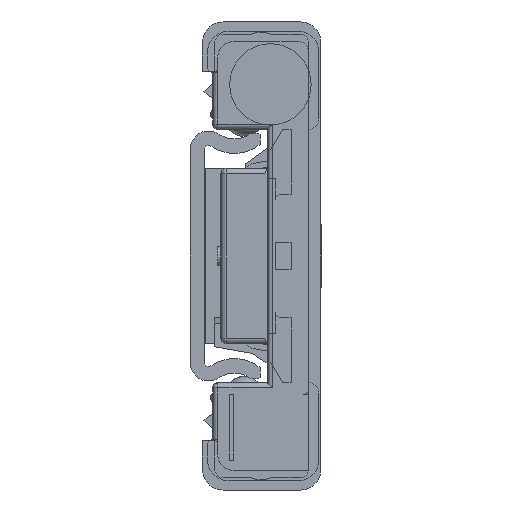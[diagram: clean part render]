
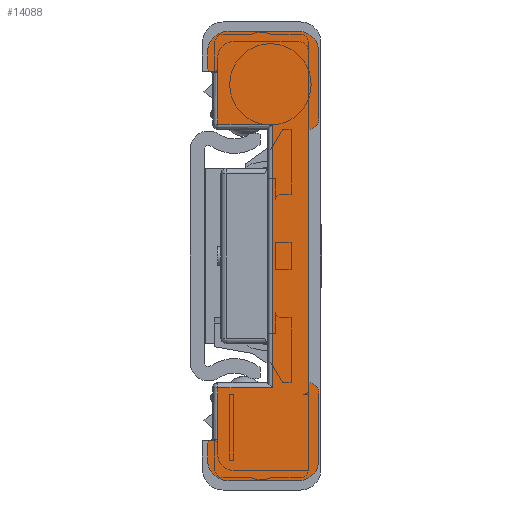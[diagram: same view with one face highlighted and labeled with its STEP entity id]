
A CAD part, front view. The second image highlights one B-rep face of the part: STEP entity #14088.
In plain terms, the highlighted planar face has unit normal (0, -1, 0).
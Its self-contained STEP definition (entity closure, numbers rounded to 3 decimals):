
#11625=DIRECTION('',(1.,0.,0.));
#11626=VECTOR('',#11625,5.5);
#11627=CARTESIAN_POINT('',(-18.3,0.,-4.15));
#11628=LINE('',#11627,#11626);
#11629=DIRECTION('',(1.,0.,0.));
#11630=VECTOR('',#11629,1.5);
#11631=CARTESIAN_POINT('',(-19.8,0.,-5.15));
#11632=LINE('',#11631,#11630);
#11633=CARTESIAN_POINT('',(-19.8,0.,-3.15));
#11634=DIRECTION('',(0.,-1.,0.));
#11635=DIRECTION('',(-1.,0.,0.));
#11636=AXIS2_PLACEMENT_3D('',#11633,#11634,#11635);
#11638=CARTESIAN_POINT('',(-19.8,0.,3.65));
#11639=DIRECTION('',(0.,-1.,0.));
#11640=DIRECTION('',(0.,0.,1.));
#11641=AXIS2_PLACEMENT_3D('',#11638,#11639,#11640);
#11643=DIRECTION('',(-1.,0.,0.));
#11644=VECTOR('',#11643,6.5);
#11645=CARTESIAN_POINT('',(-13.3,0.,5.65));
#11646=LINE('',#11645,#11644);
#11647=CARTESIAN_POINT('',(-13.3,0.,4.65));
#11648=DIRECTION('',(0.,-1.,0.));
#11649=DIRECTION('',(1.,0.,0.));
#11650=AXIS2_PLACEMENT_3D('',#11647,#11648,#11649);
#11652=DIRECTION('',(1.,0.,0.));
#11653=VECTOR('',#11652,24.6);
#11654=CARTESIAN_POINT('',(-12.3,0.,4.65));
#11655=LINE('',#11654,#11653);
#11656=CARTESIAN_POINT('',(13.3,0.,4.65));
#11657=DIRECTION('',(0.,-1.,0.));
#11658=DIRECTION('',(0.,0.,1.));
#11659=AXIS2_PLACEMENT_3D('',#11656,#11657,#11658);
#11661=DIRECTION('',(-1.,0.,0.));
#11662=VECTOR('',#11661,6.5);
#11663=CARTESIAN_POINT('',(19.8,0.,5.65));
#11664=LINE('',#11663,#11662);
#11665=CARTESIAN_POINT('',(19.8,0.,3.65));
#11666=DIRECTION('',(0.,-1.,0.));
#11667=DIRECTION('',(1.,0.,0.));
#11668=AXIS2_PLACEMENT_3D('',#11665,#11666,#11667);
#11670=CARTESIAN_POINT('',(19.8,0.,-3.15));
#11671=DIRECTION('',(0.,-1.,0.));
#11672=DIRECTION('',(0.,0.,-1.));
#11673=AXIS2_PLACEMENT_3D('',#11670,#11671,#11672);
#11675=DIRECTION('',(1.,0.,0.));
#11676=VECTOR('',#11675,1.5);
#11677=CARTESIAN_POINT('',(18.3,0.,-5.15));
#11678=LINE('',#11677,#11676);
#11679=DIRECTION('',(1.,0.,0.));
#11680=VECTOR('',#11679,5.5);
#11681=CARTESIAN_POINT('',(12.8,0.,-4.15));
#11682=LINE('',#11681,#11680);
#11683=DIRECTION('',(0.,0.,-1.));
#11684=VECTOR('',#11683,5.3);
#11685=CARTESIAN_POINT('',(12.8,0.,1.15));
#11686=LINE('',#11685,#11684);
#11687=DIRECTION('',(-1.,0.,0.));
#11688=VECTOR('',#11687,25.6);
#11689=CARTESIAN_POINT('',(12.8,0.,1.15));
#11690=LINE('',#11689,#11688);
#11691=DIRECTION('',(0.,0.,1.));
#11692=VECTOR('',#11691,5.3);
#11693=CARTESIAN_POINT('',(-12.8,0.,-4.15));
#11694=LINE('',#11693,#11692);
#11813=CARTESIAN_POINT('',(18.3,0.,-4.65));
#11814=DIRECTION('',(0.,-1.,0.));
#11815=DIRECTION('',(0.,0.,1.));
#11816=AXIS2_PLACEMENT_3D('',#11813,#11814,#11815);
#12870=CARTESIAN_POINT('',(-18.3,0.,-4.65));
#12871=DIRECTION('',(0.,-1.,0.));
#12872=DIRECTION('',(0.,0.,-1.));
#12873=AXIS2_PLACEMENT_3D('',#12870,#12871,#12872);
#12895=DIRECTION('',(0.,0.,-1.));
#12896=VECTOR('',#12895,6.8);
#12897=CARTESIAN_POINT('',(-21.8,0.,3.65));
#12898=LINE('',#12897,#12896);
#13481=DIRECTION('',(0.,0.,1.));
#13482=VECTOR('',#13481,6.8);
#13483=CARTESIAN_POINT('',(21.8,0.,-3.15));
#13484=LINE('',#13483,#13482);
#13771=CARTESIAN_POINT('',(19.8,0.,-5.15));
#13772=VERTEX_POINT('',#13771);
#13773=CARTESIAN_POINT('',(21.8,0.,-3.15));
#13774=VERTEX_POINT('',#13773);
#13779=CARTESIAN_POINT('',(-21.8,0.,-3.15));
#13780=VERTEX_POINT('',#13779);
#13781=CARTESIAN_POINT('',(-19.8,0.,-5.15));
#13782=VERTEX_POINT('',#13781);
#13787=CARTESIAN_POINT('',(-19.8,0.,5.65));
#13788=VERTEX_POINT('',#13787);
#13789=CARTESIAN_POINT('',(-21.8,0.,3.65));
#13790=VERTEX_POINT('',#13789);
#13795=CARTESIAN_POINT('',(21.8,0.,3.65));
#13796=VERTEX_POINT('',#13795);
#13797=CARTESIAN_POINT('',(19.8,0.,5.65));
#13798=VERTEX_POINT('',#13797);
#13803=CARTESIAN_POINT('',(13.3,0.,5.65));
#13804=VERTEX_POINT('',#13803);
#13805=CARTESIAN_POINT('',(12.3,0.,4.65));
#13806=VERTEX_POINT('',#13805);
#13811=CARTESIAN_POINT('',(-12.3,0.,4.65));
#13812=VERTEX_POINT('',#13811);
#13813=CARTESIAN_POINT('',(-13.3,0.,5.65));
#13814=VERTEX_POINT('',#13813);
#13819=CARTESIAN_POINT('',(-18.3,0.,-5.15));
#13820=VERTEX_POINT('',#13819);
#13825=CARTESIAN_POINT('',(18.3,0.,-5.15));
#13826=VERTEX_POINT('',#13825);
#13901=CARTESIAN_POINT('',(-18.3,0.,-4.15));
#13902=CARTESIAN_POINT('',(-12.8,0.,-4.15));
#13903=VERTEX_POINT('',#13901);
#13904=VERTEX_POINT('',#13902);
#13913=CARTESIAN_POINT('',(-12.8,0.,1.15));
#13914=VERTEX_POINT('',#13913);
#13915=CARTESIAN_POINT('',(12.8,0.,1.15));
#13916=VERTEX_POINT('',#13915);
#13923=CARTESIAN_POINT('',(12.8,0.,-4.15));
#13924=CARTESIAN_POINT('',(18.3,0.,-4.15));
#13925=VERTEX_POINT('',#13923);
#13926=VERTEX_POINT('',#13924);
#14041=CARTESIAN_POINT('',(0.,0.,0.));
#14042=DIRECTION('',(0.,1.,0.));
#14043=DIRECTION('',(1.,0.,0.));
#14044=AXIS2_PLACEMENT_3D('',#14041,#14042,#14043);
#14045=PLANE('',#14044);
#14047=ORIENTED_EDGE('',*,*,#14046,.F.);
#14049=ORIENTED_EDGE('',*,*,#14048,.F.);
#14051=ORIENTED_EDGE('',*,*,#14050,.F.);
#14053=ORIENTED_EDGE('',*,*,#14052,.F.);
#14055=ORIENTED_EDGE('',*,*,#14054,.F.);
#14057=ORIENTED_EDGE('',*,*,#14056,.F.);
#14059=ORIENTED_EDGE('',*,*,#14058,.F.);
#14061=ORIENTED_EDGE('',*,*,#14060,.F.);
#14063=ORIENTED_EDGE('',*,*,#14062,.T.);
#14065=ORIENTED_EDGE('',*,*,#14064,.F.);
#14067=ORIENTED_EDGE('',*,*,#14066,.F.);
#14069=ORIENTED_EDGE('',*,*,#14068,.F.);
#14071=ORIENTED_EDGE('',*,*,#14070,.F.);
#14073=ORIENTED_EDGE('',*,*,#14072,.F.);
#14075=ORIENTED_EDGE('',*,*,#14074,.F.);
#14077=ORIENTED_EDGE('',*,*,#14076,.F.);
#14079=ORIENTED_EDGE('',*,*,#14078,.F.);
#14081=ORIENTED_EDGE('',*,*,#14080,.F.);
#14083=ORIENTED_EDGE('',*,*,#14082,.T.);
#14085=ORIENTED_EDGE('',*,*,#14084,.F.);
#14086=EDGE_LOOP('',(#14047,#14049,#14051,#14053,#14055,#14057,#14059,#14061,
#14063,#14065,#14067,#14069,#14071,#14073,#14075,#14077,#14079,#14081,#14083,
#14085));
#14087=FACE_OUTER_BOUND('',#14086,.F.);
#14088=ADVANCED_FACE('',(#14087),#14045,.F.);
#11637=CIRCLE('',#11636,2.);
#11642=CIRCLE('',#11641,2.);
#11651=CIRCLE('',#11650,1.);
#11660=CIRCLE('',#11659,1.);
#11669=CIRCLE('',#11668,2.);
#11674=CIRCLE('',#11673,2.);
#11817=CIRCLE('',#11816,0.5);
#12874=CIRCLE('',#12873,0.5);
#14046=EDGE_CURVE('',#13903,#13904,#11628,.T.);
#14048=EDGE_CURVE('',#13820,#13903,#12874,.T.);
#14050=EDGE_CURVE('',#13782,#13820,#11632,.T.);
#14052=EDGE_CURVE('',#13780,#13782,#11637,.T.);
#14054=EDGE_CURVE('',#13790,#13780,#12898,.T.);
#14056=EDGE_CURVE('',#13788,#13790,#11642,.T.);
#14058=EDGE_CURVE('',#13814,#13788,#11646,.T.);
#14060=EDGE_CURVE('',#13812,#13814,#11651,.T.);
#14062=EDGE_CURVE('',#13812,#13806,#11655,.T.);
#14064=EDGE_CURVE('',#13804,#13806,#11660,.T.);
#14066=EDGE_CURVE('',#13798,#13804,#11664,.T.);
#14068=EDGE_CURVE('',#13796,#13798,#11669,.T.);
#14070=EDGE_CURVE('',#13774,#13796,#13484,.T.);
#14072=EDGE_CURVE('',#13772,#13774,#11674,.T.);
#14074=EDGE_CURVE('',#13826,#13772,#11678,.T.);
#14076=EDGE_CURVE('',#13926,#13826,#11817,.T.);
#14078=EDGE_CURVE('',#13925,#13926,#11682,.T.);
#14080=EDGE_CURVE('',#13916,#13925,#11686,.T.);
#14082=EDGE_CURVE('',#13916,#13914,#11690,.T.);
#14084=EDGE_CURVE('',#13904,#13914,#11694,.T.);
